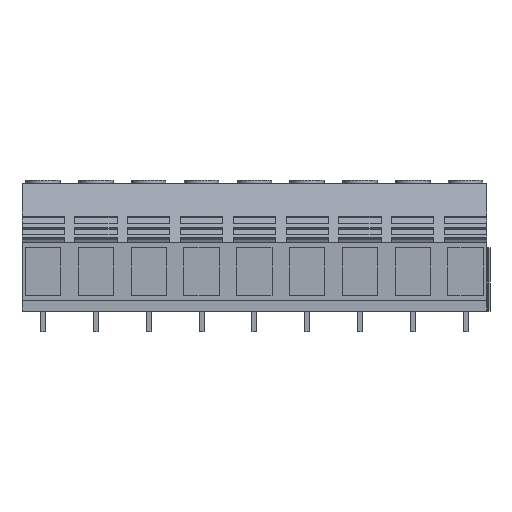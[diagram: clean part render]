
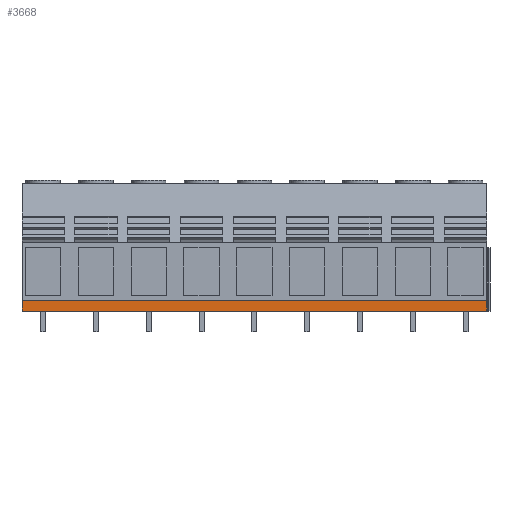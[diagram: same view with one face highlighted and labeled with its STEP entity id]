
A CAD part, front view. The second image highlights one B-rep face of the part: STEP entity #3668.
In plain terms, the highlighted planar face has unit normal (0, -1, 0).
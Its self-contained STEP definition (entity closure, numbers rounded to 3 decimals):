
#3648=AXIS2_PLACEMENT_3D('Plane Axis2P3D',#3645,#3646,#3647) ;
#749=CARTESIAN_POINT('Vertex',(0.,2.84,5.)) ;
#752=CARTESIAN_POINT('Line Origine',(0.,2.84,6.25)) ;
#756=CARTESIAN_POINT('Vertex',(0.,2.84,7.5)) ;
#1771=CARTESIAN_POINT('Vertex',(111.76,2.84,5.)) ;
#1774=CARTESIAN_POINT('Line Origine',(55.88,2.84,5.)) ;
#3645=CARTESIAN_POINT('Axis2P3D Location',(63.5,2.84,7.5)) ;
#3650=CARTESIAN_POINT('Line Origine',(111.76,2.84,6.25)) ;
#3654=CARTESIAN_POINT('Vertex',(111.76,2.84,7.5)) ;
#3657=CARTESIAN_POINT('Line Origine',(55.88,2.84,7.5)) ;
#753=DIRECTION('Vector Direction',(0.,0.,-1.)) ;
#1775=DIRECTION('Vector Direction',(1.,0.,0.)) ;
#3646=DIRECTION('Axis2P3D Direction',(0.,-1.,0.)) ;
#3647=DIRECTION('Axis2P3D XDirection',(0.,0.,-1.)) ;
#3651=DIRECTION('Vector Direction',(0.,0.,-1.)) ;
#3658=DIRECTION('Vector Direction',(1.,0.,0.)) ;
#754=VECTOR('Line Direction',#753,1.) ;
#1776=VECTOR('Line Direction',#1775,1.) ;
#3652=VECTOR('Line Direction',#3651,1.) ;
#3659=VECTOR('Line Direction',#3658,1.) ;
#3663=ORIENTED_EDGE('',*,*,#1778,.T.) ;
#3664=ORIENTED_EDGE('',*,*,#3656,.T.) ;
#3665=ORIENTED_EDGE('',*,*,#3661,.F.) ;
#3666=ORIENTED_EDGE('',*,*,#758,.F.) ;
#3668=ADVANCED_FACE('HOUSING',(#3667),#3649,.T.) ;
#758=EDGE_CURVE('',#750,#757,#755,.F.) ;
#1778=EDGE_CURVE('',#750,#1772,#1777,.T.) ;
#3656=EDGE_CURVE('',#1772,#3655,#3653,.F.) ;
#3661=EDGE_CURVE('',#757,#3655,#3660,.T.) ;
#3662=EDGE_LOOP('',(#3663,#3664,#3665,#3666)) ;
#3667=FACE_OUTER_BOUND('',#3662,.T.) ;
#755=LINE('Line',#752,#754) ;
#1777=LINE('Line',#1774,#1776) ;
#3653=LINE('Line',#3650,#3652) ;
#3660=LINE('Line',#3657,#3659) ;
#3649=PLANE('',#3648) ;
#750=VERTEX_POINT('',#749) ;
#757=VERTEX_POINT('',#756) ;
#1772=VERTEX_POINT('',#1771) ;
#3655=VERTEX_POINT('',#3654) ;
